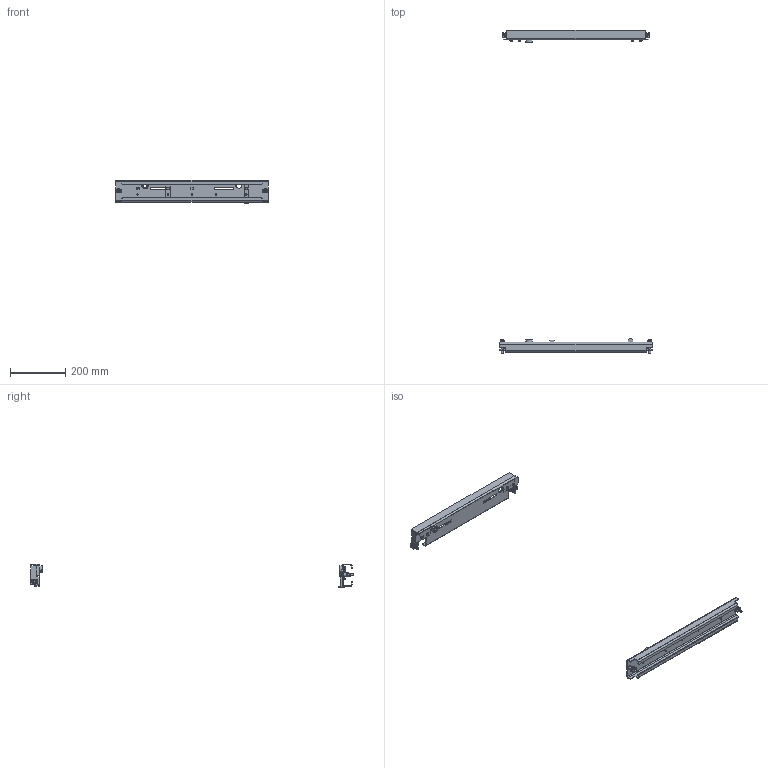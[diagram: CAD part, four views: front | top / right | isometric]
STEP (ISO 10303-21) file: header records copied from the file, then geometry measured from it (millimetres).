
FILE_DESCRIPTION (( 'STEP AP203' ), '1' );
FILE_NAME ('UR59600000600 Êîìïëåêò ìîíòàæíûé ïîâîðîòíîé ðàìû RS52 äëÿ øèðèíû 600ìì (000.801.596) .STEP', '2022-04-25T13:25:03', ( '' ), ( '' ), 'SwSTEP 2.0', 'SolidWorks 2017', '' );
FILE_SCHEMA (( 'CONFIG_CONTROL_DESIGN' ));
Length unit declared in the file: millimetre
Products named in the file (20): 嵑殧趌6402_6; 032-238 Áàëêà âåðõíÿÿ; Âèíò DIN 7984 TORX_Œ8å20; Ãàéêà DIN 934_M6; 029-416 ﾊ煇鳫; ﾘ琺矜 8 DIN 9021; 040-227 醜齵魛_-01; 嵑殧趌6402_8; Âèíò DIN 7984 TORX_Œ8å45; 040-227 醜齵魛; Âèíò DIN 7500 C TORX_Œ5å12; 050-63 鎗鵻罻; 029-416 扰鍙欙樥燲-01Default; 032-237 Áàëêà îñíîâàíèå; 嵑殧趌11371_6; UR59600000600 Êîìïëåêò ìîíòàæíûé ïîâîðîòíîé ðàìû RS52 äëÿ øèðèíû 600ìì (000.801.596) ; 嵑殧趌11371_8; Çàêëàäíàÿ ãàéêà Ì8 ÊÍÐ; 050-65 Âòóëêà äèñòàíöèîííàÿ; Âèíò DIN 7984 TORX_Œ6å16
Assembly tree (43 placements, depth 2):
  UR59600000600 Êîìïëåêò ìîíòàæíûé ïîâîðîòíîé ðàìû RS52 äëÿ øèðèíû 600ìì (000.801.596) 
    032-237 Áàëêà îñíîâàíèå
    Çàêëàäíàÿ ãàéêà Ì8 ÊÍÐ  x4
    Âèíò DIN 7984 TORX_Œ8å45  x2
    嵑殧趌11371_8  x2
    嵑殧趌6402_8  x4
    032-238 Áàëêà âåðõíÿÿ
    ﾘ琺矜 8 DIN 9021  x2
    Âèíò DIN 7984 TORX_Œ8å20  x2
    029-416 ﾊ煇鳫
    Âèíò DIN 7984 TORX_Œ6å16  x4
    嵑殧趌11371_6  x4
    嵑殧趌6402_6  x4
    Ãàéêà DIN 934_M6  x4
    050-63 鎗鵻罻  x2
    040-227 醜齵魛
    Âèíò DIN 7500 C TORX_Œ5å12  x2
    040-227 醜齵魛_-01
    029-416 扰鍙欙樥燲-01Default
    050-65 Âòóëêà äèñòàíöèîííàÿ
Bounding box: 552 x 1167.4 x 86 mm (x, y, z)
Volume: 501592.9 mm3; surface area: 349564.6 mm2
Topology: 47 solids, 47 shells, 1144 faces, 2902 edges, 1860 vertices
Faces by surface type: plane 582, cylinder 394, torus 80, cone 72, bspline 12, sphere 4
Entity records: 19948 total; most frequent: CARTESIAN_POINT 3190, DIRECTION 3019, ORIENTED_EDGE 2832, EDGE_CURVE 1416, AXIS2_PLACEMENT_3D 1066, VERTEX_POINT 915, LINE 887, VECTOR 887
